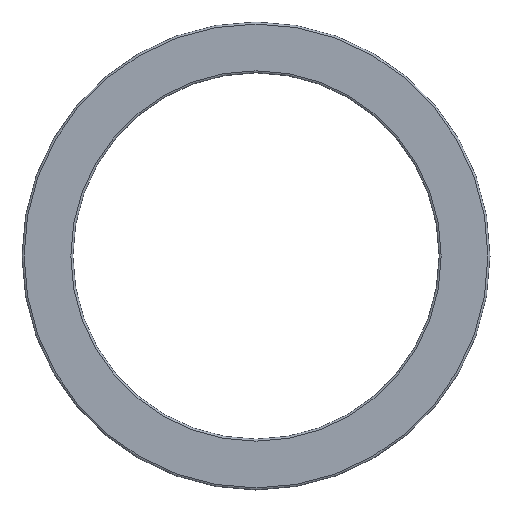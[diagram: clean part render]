
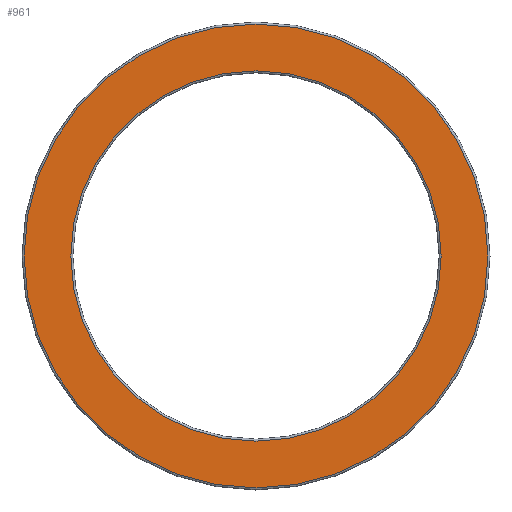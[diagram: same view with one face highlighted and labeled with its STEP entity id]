
A CAD part, left-side view. The second image highlights one B-rep face of the part: STEP entity #961.
In plain terms, the highlighted planar face has unit normal (-1, 0, 0).
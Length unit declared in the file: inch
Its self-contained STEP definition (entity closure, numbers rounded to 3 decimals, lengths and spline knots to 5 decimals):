
#6 = DIRECTION ( 'NONE',  ( -1., 0., 0. ) ) ;
#192 = CIRCLE ( 'NONE', #254, 2.244 ) ;
#252 = EDGE_LOOP ( 'NONE', ( #1172 ) ) ;
#254 = AXIS2_PLACEMENT_3D ( 'NONE', #1270, #764, #1067 ) ;
#381 = DIRECTION ( 'NONE',  ( 1., 0., 0. ) ) ;
#521 = CARTESIAN_POINT ( 'NONE',  ( -0.433, 0., 0. ) ) ;
#583 = DIRECTION ( 'NONE',  ( 0., 0., -1. ) ) ;
#662 = CARTESIAN_POINT ( 'NONE',  ( -0.433, 0., 0. ) ) ;
#720 = DIRECTION ( 'NONE',  ( 0., 0., 1. ) ) ;
#735 = AXIS2_PLACEMENT_3D ( 'NONE', #662, #381, #583 ) ;
#764 = DIRECTION ( 'NONE',  ( -1., 0., 0. ) ) ;
#834 = CARTESIAN_POINT ( 'NONE',  ( -0.433, 0., 1.7915 ) ) ;
#873 = ORIENTED_EDGE ( 'NONE', *, *, #1124, .F. ) ;
#894 = FACE_BOUND ( 'NONE', #1247, .T. ) ;
#922 = FACE_OUTER_BOUND ( 'NONE', #252, .T. ) ;
#934 = CARTESIAN_POINT ( 'NONE',  ( -0.433, 0., 2.244 ) ) ;
#961 = ADVANCED_FACE ( 'NONE', ( #894, #922 ), #1084, .F. ) ;
#982 = EDGE_CURVE ( 'NONE', #1059, #1059, #192, .T. ) ;
#1043 = VERTEX_POINT ( 'NONE', #834 ) ;
#1059 = VERTEX_POINT ( 'NONE', #934 ) ;
#1067 = DIRECTION ( 'NONE',  ( 0., 0., 1. ) ) ;
#1084 = PLANE ( 'NONE',  #735 ) ;
#1124 = EDGE_CURVE ( 'NONE', #1043, #1043, #1205, .T. ) ;
#1172 = ORIENTED_EDGE ( 'NONE', *, *, #982, .T. ) ;
#1205 = CIRCLE ( 'NONE', #1213, 1.7915 ) ;
#1213 = AXIS2_PLACEMENT_3D ( 'NONE', #521, #6, #720 ) ;
#1247 = EDGE_LOOP ( 'NONE', ( #873 ) ) ;
#1270 = CARTESIAN_POINT ( 'NONE',  ( -0.433, 0., 0. ) ) ;
